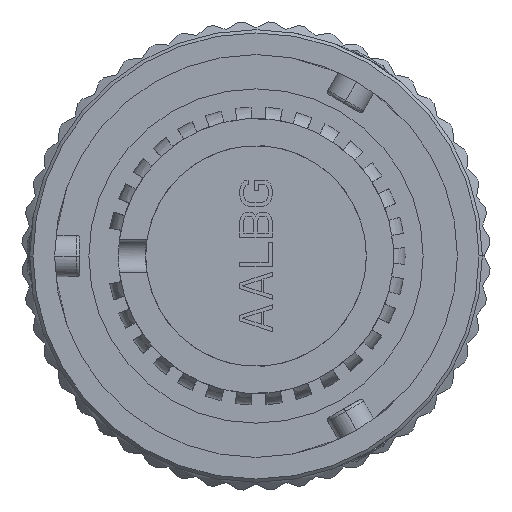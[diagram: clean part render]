
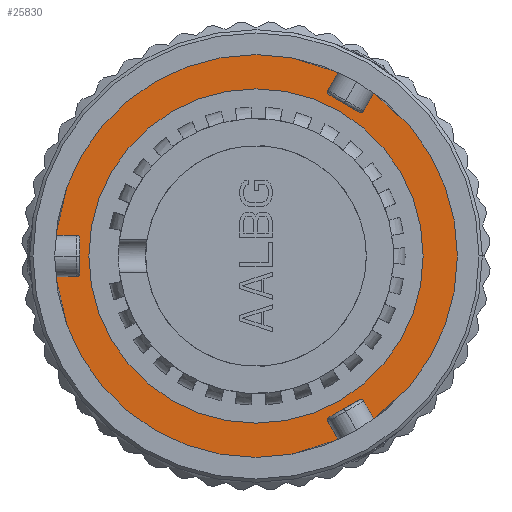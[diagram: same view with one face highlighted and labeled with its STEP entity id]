
A CAD part, left-side view. The second image highlights one B-rep face of the part: STEP entity #25830.
In plain terms, the highlighted planar face has unit normal (-1, 0, 0).
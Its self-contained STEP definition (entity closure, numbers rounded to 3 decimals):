
#8313=CARTESIAN_POINT('',(-10.01,0.,0.));
#8314=DIRECTION('',(-1.,0.,0.));
#8315=DIRECTION('',(0.,-1.,0.));
#8316=AXIS2_PLACEMENT_3D('',#8313,#8314,#8315);
#8465=CARTESIAN_POINT('',(-10.01,0.,0.));
#8466=DIRECTION('',(-1.,0.,0.));
#8467=DIRECTION('',(0.,1.,0.));
#8468=AXIS2_PLACEMENT_3D('',#8465,#8466,#8467);
#8681=CARTESIAN_POINT('',(-10.01,0.,0.));
#8682=DIRECTION('',(1.,0.,0.));
#8683=DIRECTION('',(0.,1.,0.));
#8684=AXIS2_PLACEMENT_3D('',#8681,#8682,#8683);
#8686=CARTESIAN_POINT('',(-10.01,0.,0.));
#8687=DIRECTION('',(1.,0.,0.));
#8688=DIRECTION('',(0.,-1.,0.));
#8689=AXIS2_PLACEMENT_3D('',#8686,#8687,#8688);
#16786=CARTESIAN_POINT('',(-10.01,10.3,0.));
#16787=CARTESIAN_POINT('',(-10.01,-10.3,0.));
#16788=VERTEX_POINT('',#16786);
#16789=VERTEX_POINT('',#16787);
#16801=CARTESIAN_POINT('',(-10.01,12.41,-0.001));
#16802=CARTESIAN_POINT('',(-10.01,-12.41,0.001));
#16803=VERTEX_POINT('',#16801);
#16804=VERTEX_POINT('',#16802);
#25814=CARTESIAN_POINT('',(-10.01,0.,0.));
#25815=DIRECTION('',(1.,0.,0.));
#25816=DIRECTION('',(0.,0.,1.));
#25817=AXIS2_PLACEMENT_3D('',#25814,#25815,#25816);
#25818=PLANE('595',#25817);
#25820=ORIENTED_EDGE('2854',*,*,#25819,.F.);
#25821=ORIENTED_EDGE('2856',*,*,#25787,.F.);
#25822=EDGE_LOOP('595',(#25820,#25821));
#25823=FACE_OUTER_BOUND('595',#25822,.F.);
#25825=ORIENTED_EDGE('2847',*,*,#25824,.F.);
#25827=ORIENTED_EDGE('2848',*,*,#25826,.F.);
#25828=EDGE_LOOP('595',(#25825,#25827));
#25829=FACE_BOUND('595',#25828,.F.);
#8317=CIRCLE('2856',#8316,12.41);
#8469=CIRCLE('2854',#8468,12.41);
#8685=CIRCLE('2847',#8684,10.3);
#8690=CIRCLE('2848',#8689,10.3);
#25787=EDGE_CURVE('2856',#16804,#16803,#8317,.T.);
#25819=EDGE_CURVE('2854',#16803,#16804,#8469,.T.);
#25824=EDGE_CURVE('2847',#16788,#16789,#8685,.T.);
#25826=EDGE_CURVE('2848',#16789,#16788,#8690,.T.);
#25830=ADVANCED_FACE('595',(#25823,#25829),#25818,.F.);
